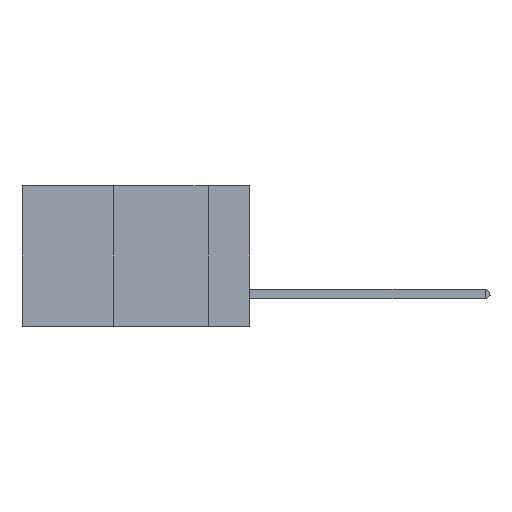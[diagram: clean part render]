
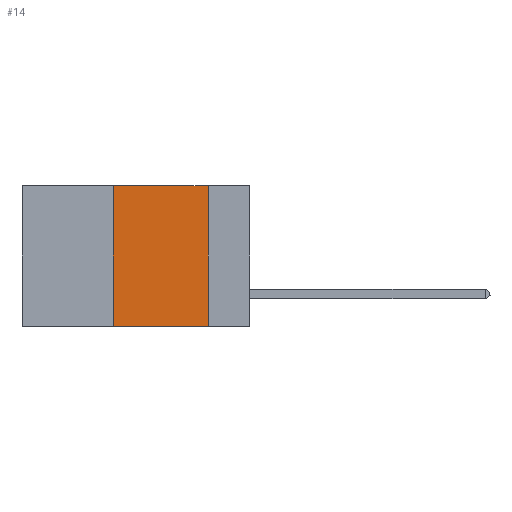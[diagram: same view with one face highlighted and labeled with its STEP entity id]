
A CAD part, left-side view. The second image highlights one B-rep face of the part: STEP entity #14.
In plain terms, the highlighted planar face has unit normal (-1, 0, 0).
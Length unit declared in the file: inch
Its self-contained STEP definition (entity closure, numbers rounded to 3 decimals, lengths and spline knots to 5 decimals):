
#14 = ADVANCED_FACE ( 'NONE', ( #3214 ), #5743, .F. ) ;
#198 = VECTOR ( 'NONE', #23053, 39.37008 ) ;
#589 = DIRECTION ( 'NONE',  ( 1., 0., 0. ) ) ;
#733 = EDGE_CURVE ( 'NONE', #10332, #1811, #12876, .T. ) ;
#742 = CARTESIAN_POINT ( 'NONE',  ( 0., 0.36, 0. ) ) ;
#1811 = VERTEX_POINT ( 'NONE', #7111 ) ;
#1837 = CARTESIAN_POINT ( 'NONE',  ( 0., 0.6, 0. ) ) ;
#3214 = FACE_OUTER_BOUND ( 'NONE', #21601, .T. ) ;
#3778 = CARTESIAN_POINT ( 'NONE',  ( 0., 0.11, 0. ) ) ;
#3883 = CARTESIAN_POINT ( 'NONE',  ( 0., 0.36, -0.37 ) ) ;
#4634 = EDGE_CURVE ( 'NONE', #10332, #21501, #5034, .T. ) ;
#5034 = LINE ( 'NONE', #9549, #18311 ) ;
#5743 = PLANE ( 'NONE',  #8360 ) ;
#5808 = DIRECTION ( 'NONE',  ( 0., 0., -1. ) ) ;
#7111 = CARTESIAN_POINT ( 'NONE',  ( 0., 0.11, -0.37 ) ) ;
#8015 = CARTESIAN_POINT ( 'NONE',  ( 0., 0.6, -0.37 ) ) ;
#8360 = AXIS2_PLACEMENT_3D ( 'NONE', #24268, #589, #13767 ) ;
#9135 = EDGE_CURVE ( 'NONE', #17510, #1811, #24255, .T. ) ;
#9245 = VECTOR ( 'NONE', #5808, 39.37008 ) ;
#9512 = CARTESIAN_POINT ( 'NONE',  ( 0., 0.11, 0. ) ) ;
#9549 = CARTESIAN_POINT ( 'NONE',  ( 0., 0.36, 0. ) ) ;
#10332 = VERTEX_POINT ( 'NONE', #3883 ) ;
#11265 = VECTOR ( 'NONE', #20626, 39.37008 ) ;
#12876 = LINE ( 'NONE', #8015, #198 ) ;
#13400 = ORIENTED_EDGE ( 'NONE', *, *, #19231, .F. ) ;
#13767 = DIRECTION ( 'NONE',  ( 0., 0., -1. ) ) ;
#16911 = ORIENTED_EDGE ( 'NONE', *, *, #733, .T. ) ;
#17088 = ORIENTED_EDGE ( 'NONE', *, *, #9135, .F. ) ;
#17510 = VERTEX_POINT ( 'NONE', #3778 ) ;
#18311 = VECTOR ( 'NONE', #23696, 39.37008 ) ;
#19231 = EDGE_CURVE ( 'NONE', #21501, #17510, #20729, .T. ) ;
#20626 = DIRECTION ( 'NONE',  ( 0., -1., 0. ) ) ;
#20729 = LINE ( 'NONE', #1837, #11265 ) ;
#21501 = VERTEX_POINT ( 'NONE', #742 ) ;
#21601 = EDGE_LOOP ( 'NONE', ( #17088, #13400, #23372, #16911 ) ) ;
#23053 = DIRECTION ( 'NONE',  ( 0., -1., 0. ) ) ;
#23372 = ORIENTED_EDGE ( 'NONE', *, *, #4634, .F. ) ;
#23696 = DIRECTION ( 'NONE',  ( 0., 0., 1. ) ) ;
#24255 = LINE ( 'NONE', #9512, #9245 ) ;
#24268 = CARTESIAN_POINT ( 'NONE',  ( 0., 0.6, 0. ) ) ;
